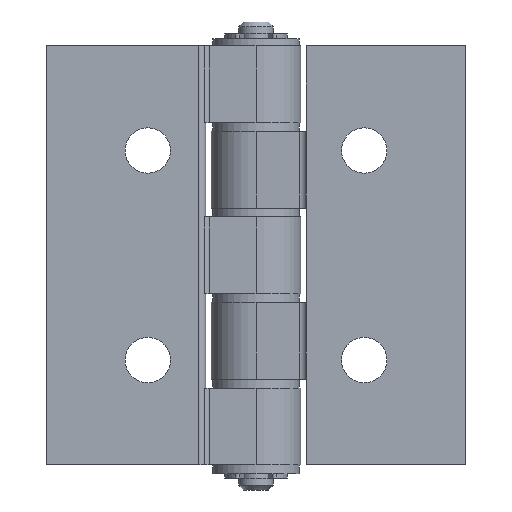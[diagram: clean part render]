
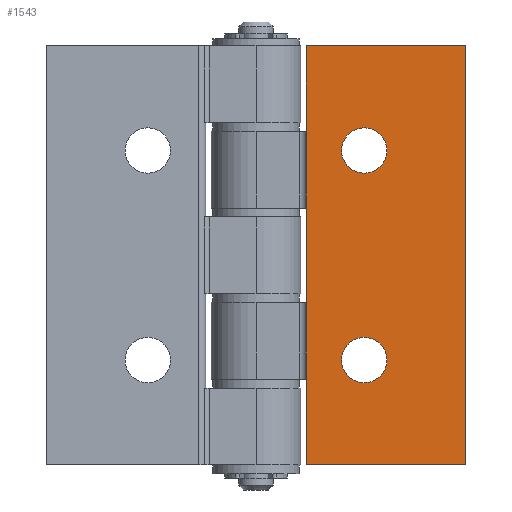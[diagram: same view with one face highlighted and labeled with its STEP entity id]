
A CAD part, front view. The second image highlights one B-rep face of the part: STEP entity #1543.
In plain terms, the highlighted planar face has unit normal (0, -1, 0).
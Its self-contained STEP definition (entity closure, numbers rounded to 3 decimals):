
#119=FACE_BOUND('',#382,.T.);
#120=FACE_BOUND('',#383,.T.);
#169=PLANE('',#1709);
#248=FACE_OUTER_BOUND('',#381,.T.);
#381=EDGE_LOOP('',(#1316,#1317,#1318,#1319,#1320,#1321,#1322,#1323));
#382=EDGE_LOOP('',(#1324));
#383=EDGE_LOOP('',(#1325));
#463=LINE('',#2485,#566);
#467=LINE('',#2493,#570);
#469=LINE('',#2498,#572);
#473=LINE('',#2509,#576);
#490=LINE('',#2580,#593);
#492=LINE('',#2584,#595);
#493=LINE('',#2588,#596);
#498=LINE('',#2596,#601);
#566=VECTOR('',#2004,11.);
#570=VECTOR('',#2010,12.25);
#572=VECTOR('',#2014,13.5);
#576=VECTOR('',#2024,11.);
#593=VECTOR('',#2101,22.8);
#595=VECTOR('',#2105,60.);
#596=VECTOR('',#2110,12.25);
#601=VECTOR('',#2119,22.8);
#678=CIRCLE('',#1679,3.25);
#681=CIRCLE('',#1684,3.25);
#782=VERTEX_POINT('',#2478);
#785=VERTEX_POINT('',#2483);
#788=VERTEX_POINT('',#2491);
#790=VERTEX_POINT('',#2497);
#792=VERTEX_POINT('',#2503);
#797=VERTEX_POINT('',#2516);
#800=VERTEX_POINT('',#2524);
#818=VERTEX_POINT('',#2578);
#819=VERTEX_POINT('',#2582);
#820=VERTEX_POINT('',#2587);
#947=EDGE_CURVE('',#782,#785,#463,.T.);
#951=EDGE_CURVE('',#785,#788,#467,.T.);
#953=EDGE_CURVE('',#790,#782,#469,.T.);
#959=EDGE_CURVE('',#792,#790,#473,.T.);
#962=EDGE_CURVE('',#797,#797,#678,.T.);
#965=EDGE_CURVE('',#800,#800,#681,.T.);
#992=EDGE_CURVE('',#818,#788,#490,.T.);
#994=EDGE_CURVE('',#819,#818,#492,.T.);
#995=EDGE_CURVE('',#820,#792,#493,.T.);
#1000=EDGE_CURVE('',#820,#819,#498,.T.);
#1316=ORIENTED_EDGE('',*,*,#995,.T.);
#1317=ORIENTED_EDGE('',*,*,#959,.T.);
#1318=ORIENTED_EDGE('',*,*,#953,.T.);
#1319=ORIENTED_EDGE('',*,*,#947,.T.);
#1320=ORIENTED_EDGE('',*,*,#951,.T.);
#1321=ORIENTED_EDGE('',*,*,#992,.F.);
#1322=ORIENTED_EDGE('',*,*,#994,.F.);
#1323=ORIENTED_EDGE('',*,*,#1000,.F.);
#1324=ORIENTED_EDGE('',*,*,#962,.T.);
#1325=ORIENTED_EDGE('',*,*,#965,.T.);
#1543=ADVANCED_FACE('',(#248,#119,#120),#169,.T.);
#1679=AXIS2_PLACEMENT_3D('',#2517,#2033,#2034);
#1684=AXIS2_PLACEMENT_3D('',#2525,#2043,#2044);
#1709=AXIS2_PLACEMENT_3D('',#2595,#2117,#2118);
#2004=DIRECTION('',(0.,0.,-1.));
#2010=DIRECTION('',(0.,0.,-1.));
#2014=DIRECTION('',(0.,0.,-1.));
#2024=DIRECTION('',(0.,0.,-1.));
#2033=DIRECTION('center_axis',(0.,1.,0.));
#2034=DIRECTION('ref_axis',(1.,0.,0.));
#2043=DIRECTION('center_axis',(0.,1.,0.));
#2044=DIRECTION('ref_axis',(1.,0.,0.));
#2101=DIRECTION('',(-1.,0.,0.));
#2105=DIRECTION('',(0.,0.,-1.));
#2110=DIRECTION('',(0.,0.,-1.));
#2117=DIRECTION('center_axis',(0.,-1.,0.));
#2118=DIRECTION('ref_axis',(-1.,0.,0.));
#2119=DIRECTION('',(1.,0.,0.));
#2478=CARTESIAN_POINT('',(7.2,0.,-36.75));
#2483=CARTESIAN_POINT('',(7.2,0.,-47.75));
#2485=CARTESIAN_POINT('',(7.2,0.,0.));
#2491=CARTESIAN_POINT('',(7.2,0.,-60.));
#2493=CARTESIAN_POINT('',(7.2,0.,0.));
#2497=CARTESIAN_POINT('',(7.2,0.,-23.25));
#2498=CARTESIAN_POINT('',(7.2,0.,0.));
#2503=CARTESIAN_POINT('',(7.2,0.,-12.25));
#2509=CARTESIAN_POINT('',(7.2,0.,0.));
#2516=CARTESIAN_POINT('',(12.25,0.,-45.));
#2517=CARTESIAN_POINT('Origin',(15.5,0.,-45.));
#2524=CARTESIAN_POINT('',(12.25,0.,-15.));
#2525=CARTESIAN_POINT('Origin',(15.5,0.,-15.));
#2578=CARTESIAN_POINT('',(30.,0.,-60.));
#2580=CARTESIAN_POINT('',(0.,0.,-60.));
#2582=CARTESIAN_POINT('',(30.,0.,0.));
#2584=CARTESIAN_POINT('',(30.,0.,0.));
#2587=CARTESIAN_POINT('',(7.2,0.,0.));
#2588=CARTESIAN_POINT('',(7.2,0.,0.));
#2595=CARTESIAN_POINT('Origin',(30.,0.,0.));
#2596=CARTESIAN_POINT('',(0.,0.,0.));
